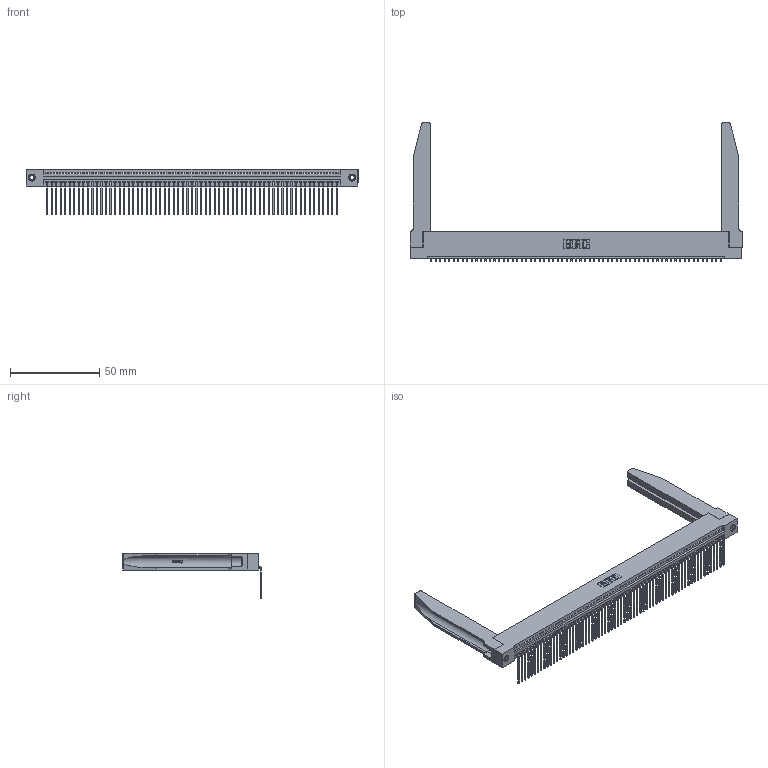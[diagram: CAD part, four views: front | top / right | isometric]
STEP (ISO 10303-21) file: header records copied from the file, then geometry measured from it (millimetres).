
FILE_DESCRIPTION (( 'STEP AP203' ), '1' );
FILE_NAME ('395-065-559-178.STEP', '2019-10-25T06:36:49', ( '' ), ( '' ), 'SwSTEP 2.0', 'SolidWorks 2016', '' );
FILE_SCHEMA (( 'CONFIG_CONTROL_DESIGN' ));
Length unit declared in the file: inch
Products named in the file (5): 345-292-001_558 559 Tail - 1; 345 Part_Flush Mounting Lugs - 0.156 Dia-TH; 345-250-001_345-250-001-102; 395-065-559-178; 345-220-078_345-220-078
Assembly tree (70 placements, depth 2):
  395-065-559-178
    345 Part_Flush Mounting Lugs - 0.156 Dia-TH
    345-292-001_558 559 Tail - 1  x65
    345-250-001_345-250-001-102  x2
    345-220-078_345-220-078  x2
Bounding box: 186.33 x 77.71 x 25.53 mm (x, y, z)
Volume: 25873.7 mm3; surface area: 32488.3 mm2
Topology: 70 solids, 70 shells, 4260 faces, 12779 edges, 8422 vertices
Faces by surface type: plane 2952, cylinder 1256, bspline 36, cone 12, torus 4
Entity records: 50648 total; most frequent: CARTESIAN_POINT 9670, ORIENTED_EDGE 8566, DIRECTION 7419, EDGE_CURVE 4283, VECTOR 3797, LINE 3797, VERTEX_POINT 2848, AXIS2_PLACEMENT_3D 1811
